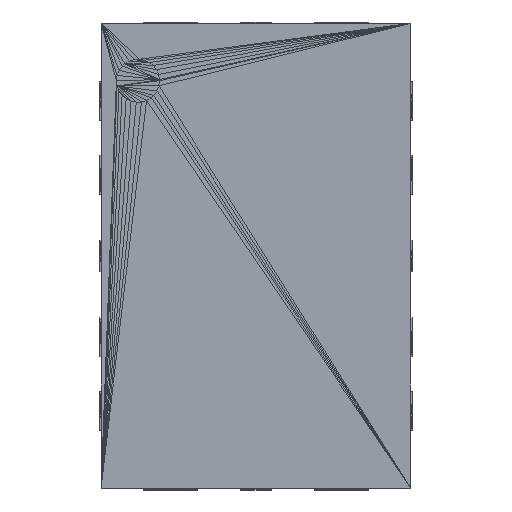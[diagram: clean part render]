
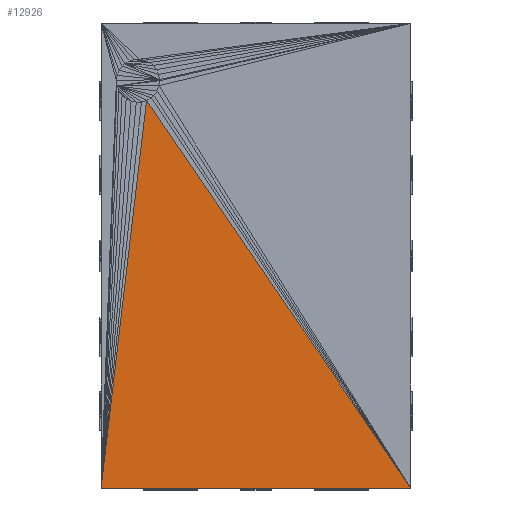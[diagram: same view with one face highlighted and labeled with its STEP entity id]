
A CAD part, top view. The second image highlights one B-rep face of the part: STEP entity #12926.
In plain terms, the highlighted planar face has unit normal (0, 0, 1).
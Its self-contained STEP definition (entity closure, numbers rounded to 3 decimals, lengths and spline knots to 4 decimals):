
#11=DIRECTION('',(0.0,0.0,1.0));
#12=DIRECTION('',(1.0,0.0,0.0));
#366=VECTOR('',#12,1000.0);
#10417=CARTESIAN_POINT('',(-1.0,-1.5,0.95));
#10418=VERTEX_POINT('',#10417);
#10429=CARTESIAN_POINT('',(1.0,-1.5,0.95));
#10430=VERTEX_POINT('',#10429);
#10453=CARTESIAN_POINT('',(-0.7063,1.0021,0.95));
#10454=VERTEX_POINT('',#10453);
#12899=DIRECTION('',(0.563,-0.826,0.0));
#12900=VECTOR('',#12899,1000.0);
#12901=LINE('',#10453,#12900);
#12902=EDGE_CURVE('',#10454,#10430,#12901,.T.);
#12912=DIRECTION('',(-0.117,-0.993,0.0));
#12913=VECTOR('',#12912,1000.0);
#12914=LINE('',#10453,#12913);
#12915=EDGE_CURVE('',#10454,#10418,#12914,.T.);
#12916=LINE('',#10417,#366);
#12917=EDGE_CURVE('',#10418,#10430,#12916,.T.);
#12918=ORIENTED_EDGE('',*,*,#12902,.F.);
#12919=ORIENTED_EDGE('',*,*,#12915,.T.);
#12920=ORIENTED_EDGE('',*,*,#12917,.T.);
#12921=DIRECTION('',(-0.563,0.826,0.0));
#12922=AXIS2_PLACEMENT_3D('',#10429,#11,#12921);
#12923=PLANE('',#12922);
#12924=EDGE_LOOP('',(#12918,#12919,#12920));
#12925=FACE_BOUND('',#12924,.T.);
#12926=ADVANCED_FACE('',(#12925),#12923,.T.);
